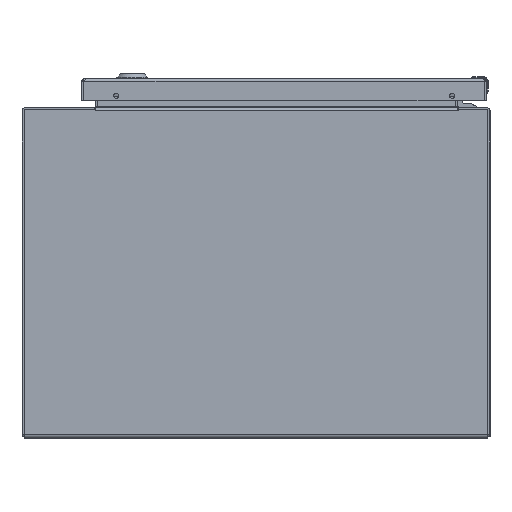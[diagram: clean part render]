
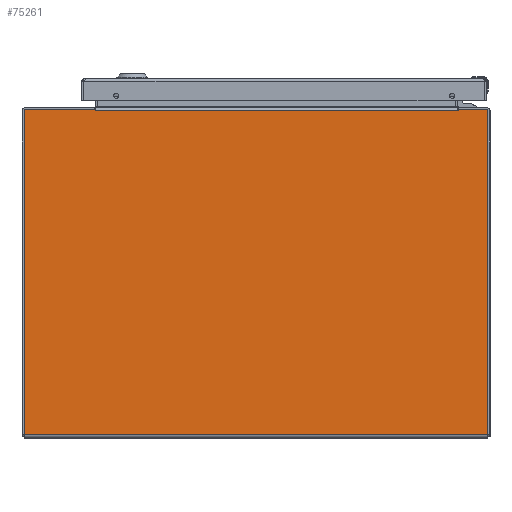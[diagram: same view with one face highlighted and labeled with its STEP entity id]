
A CAD part, left-side view. The second image highlights one B-rep face of the part: STEP entity #75261.
In plain terms, the highlighted planar face has unit normal (-1, 0, 0).
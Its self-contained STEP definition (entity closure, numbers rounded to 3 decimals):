
#427 = VERTEX_POINT ( 'NONE', #68744 ) ;
#521 = CARTESIAN_POINT ( 'NONE',  ( -12., 5.841, 5.92 ) ) ;
#1842 = ORIENTED_EDGE ( 'NONE', *, *, #40219, .T. ) ;
#2658 = VERTEX_POINT ( 'NONE', #32860 ) ;
#3141 = VECTOR ( 'NONE', #12880, 39.37 ) ;
#3461 = CARTESIAN_POINT ( 'NONE',  ( -12., -8.425, -5.826 ) ) ;
#5197 = EDGE_CURVE ( 'NONE', #75099, #54484, #60754, .T. ) ;
#6817 = ORIENTED_EDGE ( 'NONE', *, *, #85220, .T. ) ;
#7426 = CARTESIAN_POINT ( 'NONE',  ( -12., 5.841, 5.92 ) ) ;
#8391 = CARTESIAN_POINT ( 'NONE',  ( -12., 8.38, 5.963 ) ) ;
#9307 = LINE ( 'NONE', #14298, #10414 ) ;
#9717 = DIRECTION ( 'NONE',  ( -1., 0., 0. ) ) ;
#10414 = VECTOR ( 'NONE', #84511, 39.37 ) ;
#10498 = DIRECTION ( 'NONE',  ( 0., 1., 0. ) ) ;
#11218 = LINE ( 'NONE', #12551, #44115 ) ;
#11963 = CARTESIAN_POINT ( 'NONE',  ( -12., -7.325, 5.921 ) ) ;
#12551 = CARTESIAN_POINT ( 'NONE',  ( -12., -8.425, 5.963 ) ) ;
#12827 = ORIENTED_EDGE ( 'NONE', *, *, #38243, .T. ) ;
#12880 = DIRECTION ( 'NONE',  ( 0., 0.174, 0.985 ) ) ;
#14298 = CARTESIAN_POINT ( 'NONE',  ( -12., -7.333, 5.921 ) ) ;
#15134 = ORIENTED_EDGE ( 'NONE', *, *, #30034, .T. ) ;
#17288 = EDGE_CURVE ( 'NONE', #78352, #61851, #37394, .T. ) ;
#17481 = DIRECTION ( 'NONE',  ( 0., 1., 0. ) ) ;
#18963 = CARTESIAN_POINT ( 'NONE',  ( -12., -8.425, 5.963 ) ) ;
#19283 = ORIENTED_EDGE ( 'NONE', *, *, #44543, .T. ) ;
#20016 = VECTOR ( 'NONE', #85611, 39.37 ) ;
#24138 = DIRECTION ( 'NONE',  ( 0., 1., 0. ) ) ;
#24660 = VECTOR ( 'NONE', #10498, 39.37 ) ;
#24986 = VERTEX_POINT ( 'NONE', #50994 ) ;
#25590 = VERTEX_POINT ( 'NONE', #521 ) ;
#25755 = CARTESIAN_POINT ( 'NONE',  ( -12., -8.38, 5.963 ) ) ;
#26071 = VECTOR ( 'NONE', #82477, 39.37 ) ;
#26571 = LINE ( 'NONE', #60098, #38928 ) ;
#26615 = DIRECTION ( 'NONE',  ( 0., 1., 0. ) ) ;
#27371 = LINE ( 'NONE', #7426, #3141 ) ;
#27536 = LINE ( 'NONE', #47934, #87623 ) ;
#28281 = EDGE_CURVE ( 'NONE', #25590, #2658, #27371, .T. ) ;
#28318 = CARTESIAN_POINT ( 'NONE',  ( -12., -8.425, 5.918 ) ) ;
#30034 = EDGE_CURVE ( 'NONE', #74437, #88719, #53763, .T. ) ;
#30347 = LINE ( 'NONE', #37577, #20016 ) ;
#32244 = ORIENTED_EDGE ( 'NONE', *, *, #17288, .F. ) ;
#32663 = LINE ( 'NONE', #60307, #26071 ) ;
#32860 = CARTESIAN_POINT ( 'NONE',  ( -12., 5.848, 5.962 ) ) ;
#34924 = AXIS2_PLACEMENT_3D ( 'NONE', #87191, #46422, #69367 ) ;
#35502 = AXIS2_PLACEMENT_3D ( 'NONE', #18963, #80589, #46595 ) ;
#35982 = DIRECTION ( 'NONE',  ( 0., 0., 1. ) ) ;
#37394 = LINE ( 'NONE', #3461, #85313 ) ;
#37532 = ORIENTED_EDGE ( 'NONE', *, *, #73076, .T. ) ;
#37577 = CARTESIAN_POINT ( 'NONE',  ( -12., -7.348, 5.963 ) ) ;
#38243 = EDGE_CURVE ( 'NONE', #427, #24986, #30347, .T. ) ;
#38928 = VECTOR ( 'NONE', #87698, 39.37 ) ;
#39664 = CARTESIAN_POINT ( 'NONE',  ( -12., 5.825, 5.92 ) ) ;
#40219 = EDGE_CURVE ( 'NONE', #73919, #47406, #51780, .T. ) ;
#44115 = VECTOR ( 'NONE', #26615, 39.37 ) ;
#44543 = EDGE_CURVE ( 'NONE', #24986, #73919, #9307, .T. ) ;
#44786 = PLANE ( 'NONE',  #35502 ) ;
#46144 = VECTOR ( 'NONE', #24138, 39.37 ) ;
#46422 = DIRECTION ( 'NONE',  ( -1., 0., 0. ) ) ;
#46595 = DIRECTION ( 'NONE',  ( 0., 0., 1. ) ) ;
#47406 = VERTEX_POINT ( 'NONE', #39664 ) ;
#47934 = CARTESIAN_POINT ( 'NONE',  ( -12., 8.425, 5.963 ) ) ;
#48913 = ORIENTED_EDGE ( 'NONE', *, *, #76188, .T. ) ;
#50994 = CARTESIAN_POINT ( 'NONE',  ( -12., -7.341, 5.92 ) ) ;
#51384 = EDGE_CURVE ( 'NONE', #2658, #75099, #11218, .T. ) ;
#51780 = LINE ( 'NONE', #70823, #46144 ) ;
#52948 = FACE_OUTER_BOUND ( 'NONE', #87672, .T. ) ;
#53763 = CIRCLE ( 'NONE', #34924, 0.045 ) ;
#54484 = VERTEX_POINT ( 'NONE', #77928 ) ;
#60098 = CARTESIAN_POINT ( 'NONE',  ( -12., -8.425, 5.963 ) ) ;
#60307 = CARTESIAN_POINT ( 'NONE',  ( -12., -8.425, 5.963 ) ) ;
#60744 = LINE ( 'NONE', #87028, #24660 ) ;
#60754 = CIRCLE ( 'NONE', #69396, 0.045 ) ;
#61851 = VERTEX_POINT ( 'NONE', #69564 ) ;
#62299 = CARTESIAN_POINT ( 'NONE',  ( -12., 8.38, 5.918 ) ) ;
#63479 = ORIENTED_EDGE ( 'NONE', *, *, #51384, .T. ) ;
#68744 = CARTESIAN_POINT ( 'NONE',  ( -12., -7.348, 5.962 ) ) ;
#68751 = DIRECTION ( 'NONE',  ( 0., 0., -1. ) ) ;
#69367 = DIRECTION ( 'NONE',  ( 0., 0., 1. ) ) ;
#69396 = AXIS2_PLACEMENT_3D ( 'NONE', #62299, #9717, #35982 ) ;
#69564 = CARTESIAN_POINT ( 'NONE',  ( -12., 8.425, -5.826 ) ) ;
#70823 = CARTESIAN_POINT ( 'NONE',  ( -12., -8.425, 5.92 ) ) ;
#72314 = ORIENTED_EDGE ( 'NONE', *, *, #5197, .T. ) ;
#73076 = EDGE_CURVE ( 'NONE', #47406, #25590, #60744, .T. ) ;
#73919 = VERTEX_POINT ( 'NONE', #11963 ) ;
#74437 = VERTEX_POINT ( 'NONE', #28318 ) ;
#75099 = VERTEX_POINT ( 'NONE', #8391 ) ;
#75261 = ADVANCED_FACE ( 'NONE', ( #52948 ), #44786, .T. ) ;
#76188 = EDGE_CURVE ( 'NONE', #54484, #61851, #27536, .T. ) ;
#77928 = CARTESIAN_POINT ( 'NONE',  ( -12., 8.425, 5.918 ) ) ;
#78270 = ORIENTED_EDGE ( 'NONE', *, *, #28281, .T. ) ;
#78352 = VERTEX_POINT ( 'NONE', #79969 ) ;
#79969 = CARTESIAN_POINT ( 'NONE',  ( -12., -8.425, -5.826 ) ) ;
#80589 = DIRECTION ( 'NONE',  ( -1., 0., 0. ) ) ;
#82477 = DIRECTION ( 'NONE',  ( 0., 1., 0. ) ) ;
#83222 = EDGE_CURVE ( 'NONE', #78352, #74437, #26571, .T. ) ;
#84511 = DIRECTION ( 'NONE',  ( 0., 1., 0. ) ) ;
#85220 = EDGE_CURVE ( 'NONE', #88719, #427, #32663, .T. ) ;
#85313 = VECTOR ( 'NONE', #17481, 39.37 ) ;
#85611 = DIRECTION ( 'NONE',  ( 0., 0.174, -0.985 ) ) ;
#87028 = CARTESIAN_POINT ( 'NONE',  ( -12., -8.425, 5.92 ) ) ;
#87191 = CARTESIAN_POINT ( 'NONE',  ( -12., -8.38, 5.918 ) ) ;
#87623 = VECTOR ( 'NONE', #68751, 39.37 ) ;
#87672 = EDGE_LOOP ( 'NONE', ( #63479, #72314, #48913, #32244, #88895, #15134, #6817, #12827, #19283, #1842, #37532, #78270 ) ) ;
#87698 = DIRECTION ( 'NONE',  ( 0., 0., 1. ) ) ;
#88719 = VERTEX_POINT ( 'NONE', #25755 ) ;
#88895 = ORIENTED_EDGE ( 'NONE', *, *, #83222, .T. ) ;
